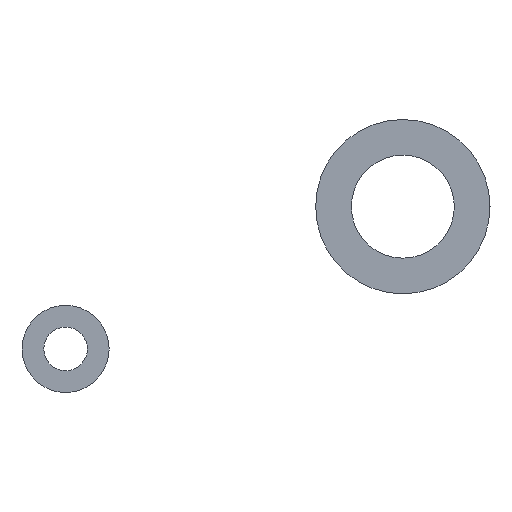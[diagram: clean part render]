
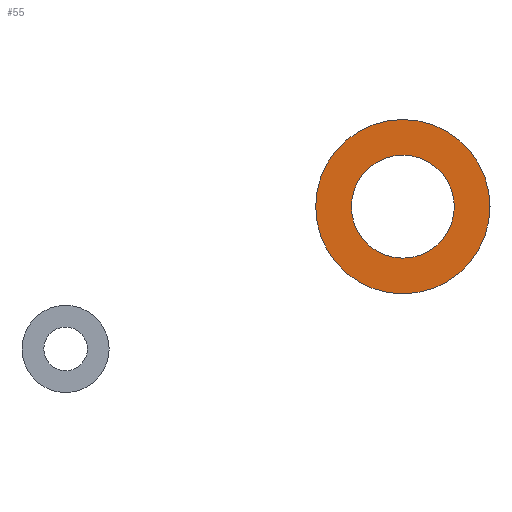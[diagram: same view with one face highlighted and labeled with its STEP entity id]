
A CAD part, left-side view. The second image highlights one B-rep face of the part: STEP entity #55.
In plain terms, the highlighted planar face has unit normal (-1, 0, 0).
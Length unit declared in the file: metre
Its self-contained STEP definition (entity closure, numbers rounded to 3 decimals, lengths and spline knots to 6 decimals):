
#55 = ADVANCED_FACE( '', ( #116, #117 ), #118, .F. );
#116 = FACE_BOUND( '', #202, .T. );
#117 = FACE_OUTER_BOUND( '', #203, .T. );
#118 = PLANE( '', #204 );
#202 = EDGE_LOOP( '', ( #267 ) );
#203 = EDGE_LOOP( '', ( #268 ) );
#204 = AXIS2_PLACEMENT_3D( '', #269, #270, #271 );
#267 = ORIENTED_EDGE( '', *, *, #363, .F. );
#268 = ORIENTED_EDGE( '', *, *, #364, .F. );
#269 = CARTESIAN_POINT( '', ( -0.132099, 2.728541, 1.16022 ) );
#270 = DIRECTION( '', ( 1., 0., 0. ) );
#271 = DIRECTION( '', ( 0., 1., 0. ) );
#363 = EDGE_CURVE( '', #395, #395, #396, .F. );
#364 = EDGE_CURVE( '', #397, #397, #398, .T. );
#395 = VERTEX_POINT( '', #443 );
#396 = CIRCLE( '', #444, 0.03 );
#397 = VERTEX_POINT( '', #445 );
#398 = CIRCLE( '', #446, 0.0508 );
#443 = CARTESIAN_POINT( '', ( -0.132099, 2.546215, 0.926651 ) );
#444 = AXIS2_PLACEMENT_3D( '', #490, #491, #492 );
#445 = CARTESIAN_POINT( '', ( -0.132099, 2.567015, 0.926651 ) );
#446 = AXIS2_PLACEMENT_3D( '', #493, #494, #495 );
#490 = CARTESIAN_POINT( '', ( -0.132099, 2.516215, 0.926651 ) );
#491 = DIRECTION( '', ( 1., 0., 0. ) );
#492 = DIRECTION( '', ( 0., 1., 0. ) );
#493 = CARTESIAN_POINT( '', ( -0.132099, 2.516215, 0.926651 ) );
#494 = DIRECTION( '', ( 1., 0., 0. ) );
#495 = DIRECTION( '', ( 0., 1., 0. ) );
